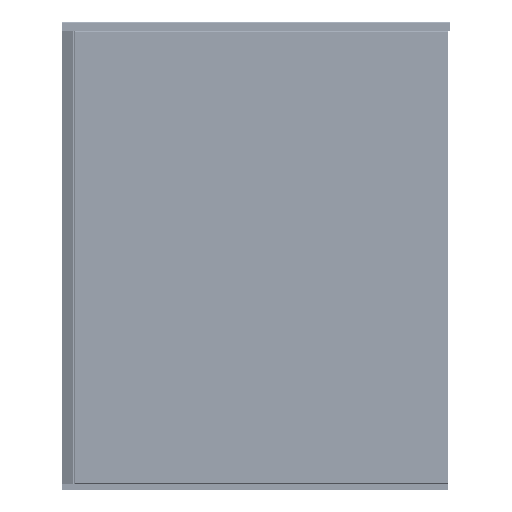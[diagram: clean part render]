
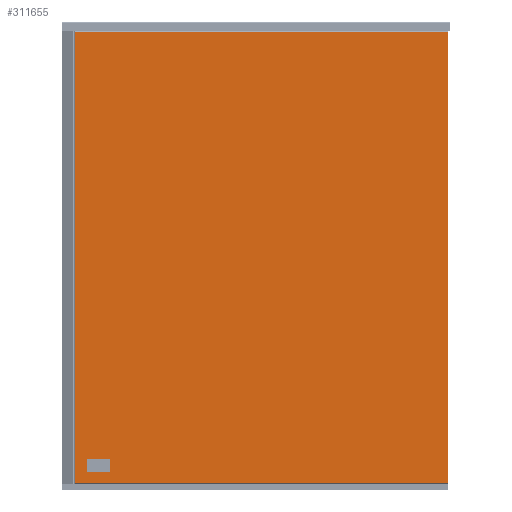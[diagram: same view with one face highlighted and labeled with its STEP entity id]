
A CAD part, left-side view. The second image highlights one B-rep face of the part: STEP entity #311655.
In plain terms, the highlighted free-form (B-spline) face has degree [1, 1] with [2, 2] control points.
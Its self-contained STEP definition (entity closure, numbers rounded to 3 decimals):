
#311362=CARTESIAN_POINT('',(8622.756,-1107.736,582.5));
#311363=VERTEX_POINT('',#311362);
#311364=CARTESIAN_POINT('',(8622.756,-628.19,582.5));
#311365=VERTEX_POINT('',#311364);
#311366=CARTESIAN_POINT('',(8622.756,-1107.736,582.5));
#311367=DIRECTION('',(0.0,1.0,0.0));
#311368=VECTOR('',#311367,479.545);
#311369=LINE('',#311366,#311368);
#311370=EDGE_CURVE('',#311363,#311365,#311369,.T.);
#311410=CARTESIAN_POINT('',(8622.756,-627.943,582.277));
#311411=VERTEX_POINT('',#311410);
#311412=CARTESIAN_POINT('',(8622.756,-628.19,582.5));
#311413=DIRECTION('',(0.0,0.743,-0.669));
#311414=VECTOR('',#311413,0.333);
#311415=LINE('',#311412,#311414);
#311416=EDGE_CURVE('',#311365,#311411,#311415,.T.);
#311449=CARTESIAN_POINT('',(8622.756,-627.943,0.723));
#311450=VERTEX_POINT('',#311449);
#311451=CARTESIAN_POINT('',(8622.756,-627.943,582.277));
#311452=DIRECTION('',(0.0,0.0,-1.0));
#311453=VECTOR('',#311452,581.555);
#311454=LINE('',#311451,#311453);
#311455=EDGE_CURVE('',#311411,#311450,#311454,.T.);
#311481=CARTESIAN_POINT('',(8622.756,-628.19,0.5));
#311482=VERTEX_POINT('',#311481);
#311489=CARTESIAN_POINT('',(8622.756,-627.943,0.723));
#311490=DIRECTION('',(0.0,-0.743,-0.669));
#311491=VECTOR('',#311490,0.333);
#311492=LINE('',#311489,#311491);
#311493=EDGE_CURVE('',#311450,#311482,#311492,.T.);
#311511=CARTESIAN_POINT('',(8622.756,-1107.736,0.5));
#311512=VERTEX_POINT('',#311511);
#311519=CARTESIAN_POINT('',(8622.756,-628.19,0.5));
#311520=DIRECTION('',(0.0,-1.0,0.0));
#311521=VECTOR('',#311520,479.545);
#311522=LINE('',#311519,#311521);
#311523=EDGE_CURVE('',#311482,#311512,#311522,.T.);
#311536=CARTESIAN_POINT('',(8622.756,-1107.943,0.707));
#311537=VERTEX_POINT('',#311536);
#311544=CARTESIAN_POINT('',(8622.756,-1107.736,0.5));
#311545=DIRECTION('',(0.0,-0.707,0.707));
#311546=VECTOR('',#311545,0.293);
#311547=LINE('',#311544,#311546);
#311548=EDGE_CURVE('',#311512,#311537,#311547,.T.);
#311560=CARTESIAN_POINT('',(8622.756,-1107.943,582.293));
#311561=VERTEX_POINT('',#311560);
#311568=CARTESIAN_POINT('',(8622.756,-1107.943,0.707));
#311569=DIRECTION('',(0.0,0.0,1.0));
#311570=VECTOR('',#311569,581.586);
#311571=LINE('',#311568,#311570);
#311572=EDGE_CURVE('',#311537,#311561,#311571,.T.);
#311590=CARTESIAN_POINT('',(8622.756,-1107.943,582.293));
#311591=DIRECTION('',(0.0,0.707,0.707));
#311592=VECTOR('',#311591,0.293);
#311593=LINE('',#311590,#311592);
#311594=EDGE_CURVE('',#311561,#311363,#311593,.T.);
#311640=CARTESIAN_POINT('',(8622.756,-627.943,0.5));
#311641=CARTESIAN_POINT('',(8622.756,-1107.943,0.5));
#311642=CARTESIAN_POINT('',(8622.756,-627.943,582.5));
#311643=CARTESIAN_POINT('',(8622.756,-1107.943,582.5));
#311644=B_SPLINE_SURFACE_WITH_KNOTS('',1,1,((#311640,#311642),(#311641,#311643)),.UNSPECIFIED.,.F.,.F.,.U.,(2,2),(2,2),(0.0,480.),(0.0,582.),.UNSPECIFIED.);
#311645=ORIENTED_EDGE('',*,*,#311370,.T.);
#311646=ORIENTED_EDGE('',*,*,#311416,.T.);
#311647=ORIENTED_EDGE('',*,*,#311455,.T.);
#311648=ORIENTED_EDGE('',*,*,#311493,.T.);
#311649=ORIENTED_EDGE('',*,*,#311523,.T.);
#311650=ORIENTED_EDGE('',*,*,#311548,.T.);
#311651=ORIENTED_EDGE('',*,*,#311572,.T.);
#311652=ORIENTED_EDGE('',*,*,#311594,.T.);
#311653=EDGE_LOOP('',(#311645,#311646,#311647,#311648,#311649,#311650,#311651,#311652));
#311654=FACE_OUTER_BOUND('',#311653,.T.);
#311655=ADVANCED_FACE('',(#311654),#311644,.T.);
